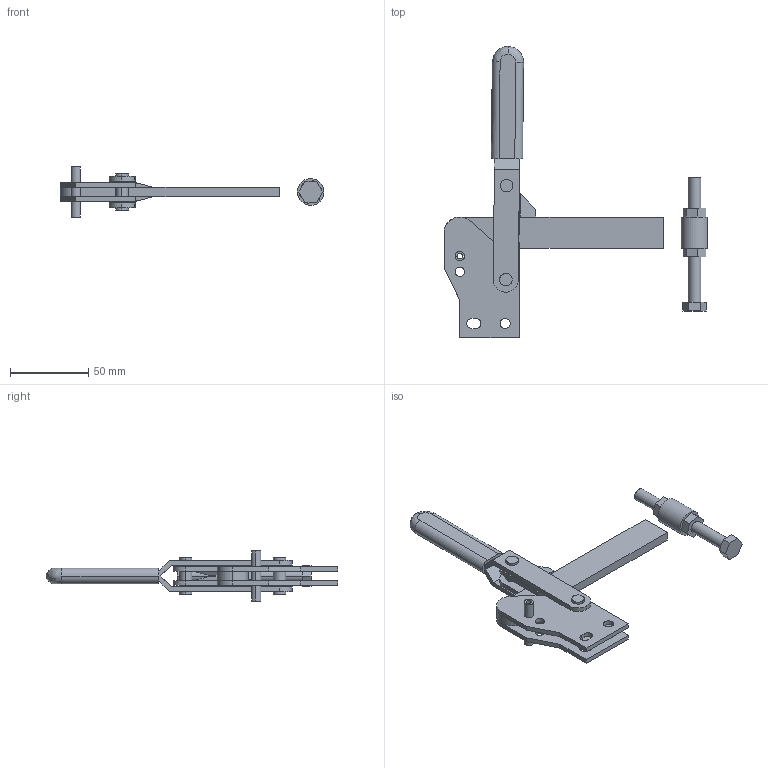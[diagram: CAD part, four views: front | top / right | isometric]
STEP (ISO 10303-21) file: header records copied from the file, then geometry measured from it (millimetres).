
FILE_DESCRIPTION((''),'2;1');
FILE_NAME('MG2.stp','2006-07-11T15:58:42',('Matthew'),(''),'Autodesk Inventor 8','Autodesk Inventor 8','');
FILE_SCHEMA(('AUTOMOTIVE_DESIGN { 1 0 10303 214 1 1 1 1 }'));
Length unit declared in the file: millimetre
Products named in the file (7): MG2; MG21; MG22; MG23; MG24; MG25; MG26
Assembly tree (6 placements, depth 2):
  MG2
    MG21
    MG22
    MG23
    MG24
    MG25
    MG26
Bounding box: 168.47 x 186 x 32 mm (x, y, z)
Volume: 69117 mm3; surface area: 41542.3 mm2
Topology: 8 solids, 8 shells, 185 faces, 471 edges, 310 vertices
Faces by surface type: cylinder 82, plane 79, bspline 24
Entity records: 6078 total; most frequent: CARTESIAN_POINT 1245, DIRECTION 1008, ORIENTED_EDGE 942, EDGE_CURVE 471, AXIS2_PLACEMENT_3D 363, VERTEX_POINT 310, VECTOR 282, LINE 282
